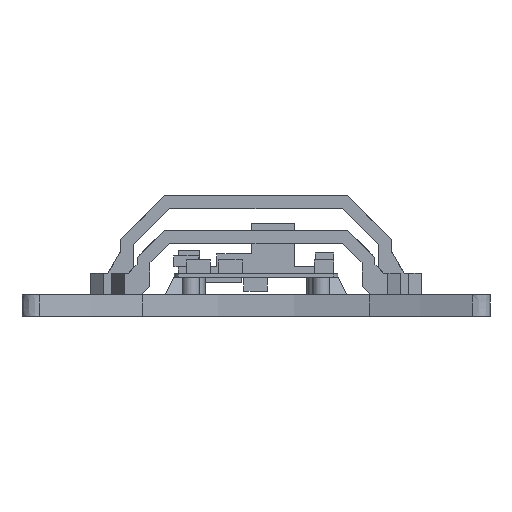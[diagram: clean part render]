
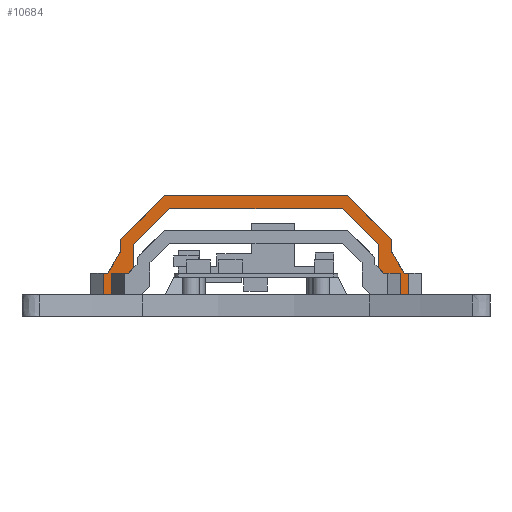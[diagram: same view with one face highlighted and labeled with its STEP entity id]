
A CAD part, front view. The second image highlights one B-rep face of the part: STEP entity #10684.
In plain terms, the highlighted face is planar.
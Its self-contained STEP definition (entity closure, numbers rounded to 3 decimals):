
#697=PLANE('',#11418);
#1212=FACE_OUTER_BOUND('',#1861,.T.);
#1861=EDGE_LOOP('',(#9721,#9722,#9723,#9724,#9725,#9726,#9727,#9728,#9729,
#9730,#9731,#9732,#9733,#9734,#9735,#9736,#9737,#9738,#9739,#9740));
#2902=LINE('',#16765,#4206);
#2906=LINE('',#16773,#4210);
#2910=LINE('',#16784,#4214);
#2912=LINE('',#16788,#4216);
#2956=LINE('',#16906,#4260);
#2965=LINE('',#16941,#4269);
#2968=LINE('',#16947,#4272);
#2970=LINE('',#16952,#4274);
#2976=LINE('',#16968,#4280);
#2977=LINE('',#16972,#4281);
#2983=LINE('',#16983,#4287);
#2994=LINE('',#17008,#4298);
#3008=LINE('',#17050,#4312);
#3038=LINE('',#17124,#4342);
#3044=LINE('',#17155,#4348);
#3046=LINE('',#17159,#4350);
#3049=LINE('',#17164,#4353);
#3050=LINE('',#17166,#4354);
#3051=LINE('',#17168,#4355);
#3055=LINE('',#17182,#4359);
#4206=VECTOR('',#13394,10.);
#4210=VECTOR('',#13400,10.);
#4214=VECTOR('',#13408,10.);
#4216=VECTOR('',#13412,10.);
#4260=VECTOR('',#13518,10.);
#4269=VECTOR('',#13561,10.);
#4272=VECTOR('',#13566,10.);
#4274=VECTOR('',#13570,10.);
#4280=VECTOR('',#13590,10.);
#4281=VECTOR('',#13593,10.);
#4287=VECTOR('',#13601,10.);
#4298=VECTOR('',#13618,10.);
#4312=VECTOR('',#13650,10.);
#4342=VECTOR('',#13726,10.);
#4348=VECTOR('',#13766,10.);
#4350=VECTOR('',#13770,10.);
#4353=VECTOR('',#13775,10.);
#4354=VECTOR('',#13778,10.);
#4355=VECTOR('',#13781,10.);
#4359=VECTOR('',#13799,10.);
#5404=VERTEX_POINT('',#16763);
#5405=VERTEX_POINT('',#16764);
#5408=VERTEX_POINT('',#16772);
#5412=VERTEX_POINT('',#16781);
#5413=VERTEX_POINT('',#16783);
#5414=VERTEX_POINT('',#16787);
#5457=VERTEX_POINT('',#16905);
#5466=VERTEX_POINT('',#16939);
#5468=VERTEX_POINT('',#16945);
#5470=VERTEX_POINT('',#16951);
#5474=VERTEX_POINT('',#16970);
#5475=VERTEX_POINT('',#16971);
#5479=VERTEX_POINT('',#16981);
#5489=VERTEX_POINT('',#17005);
#5490=VERTEX_POINT('',#17007);
#5509=VERTEX_POINT('',#17048);
#5530=VERTEX_POINT('',#17122);
#5538=VERTEX_POINT('',#17154);
#5539=VERTEX_POINT('',#17158);
#5540=VERTEX_POINT('',#17162);
#6762=EDGE_CURVE('',#5404,#5405,#2902,.T.);
#6766=EDGE_CURVE('',#5404,#5408,#2906,.T.);
#6771=EDGE_CURVE('',#5413,#5412,#2910,.T.);
#6773=EDGE_CURVE('',#5414,#5413,#2912,.T.);
#6832=EDGE_CURVE('',#5457,#5414,#2956,.T.);
#6850=EDGE_CURVE('',#5466,#5412,#2965,.T.);
#6853=EDGE_CURVE('',#5468,#5466,#2968,.T.);
#6855=EDGE_CURVE('',#5470,#5408,#2970,.T.);
#6864=EDGE_CURVE('',#5405,#5457,#2976,.T.);
#6865=EDGE_CURVE('',#5474,#5475,#2977,.T.);
#6871=EDGE_CURVE('',#5474,#5479,#2983,.T.);
#6883=EDGE_CURVE('',#5489,#5490,#2994,.T.);
#6905=EDGE_CURVE('',#5509,#5489,#3008,.T.);
#6942=EDGE_CURVE('',#5530,#5509,#3038,.T.);
#6957=EDGE_CURVE('',#5538,#5490,#3044,.T.);
#6959=EDGE_CURVE('',#5470,#5539,#3046,.T.);
#6962=EDGE_CURVE('',#5468,#5540,#3049,.T.);
#6963=EDGE_CURVE('',#5540,#5538,#3050,.T.);
#6964=EDGE_CURVE('',#5539,#5479,#3051,.T.);
#6971=EDGE_CURVE('',#5475,#5530,#3055,.T.);
#9721=ORIENTED_EDGE('',*,*,#6865,.F.);
#9722=ORIENTED_EDGE('',*,*,#6871,.T.);
#9723=ORIENTED_EDGE('',*,*,#6964,.F.);
#9724=ORIENTED_EDGE('',*,*,#6959,.F.);
#9725=ORIENTED_EDGE('',*,*,#6855,.T.);
#9726=ORIENTED_EDGE('',*,*,#6766,.F.);
#9727=ORIENTED_EDGE('',*,*,#6762,.T.);
#9728=ORIENTED_EDGE('',*,*,#6864,.T.);
#9729=ORIENTED_EDGE('',*,*,#6832,.T.);
#9730=ORIENTED_EDGE('',*,*,#6773,.T.);
#9731=ORIENTED_EDGE('',*,*,#6771,.T.);
#9732=ORIENTED_EDGE('',*,*,#6850,.F.);
#9733=ORIENTED_EDGE('',*,*,#6853,.F.);
#9734=ORIENTED_EDGE('',*,*,#6962,.T.);
#9735=ORIENTED_EDGE('',*,*,#6963,.T.);
#9736=ORIENTED_EDGE('',*,*,#6957,.T.);
#9737=ORIENTED_EDGE('',*,*,#6883,.F.);
#9738=ORIENTED_EDGE('',*,*,#6905,.F.);
#9739=ORIENTED_EDGE('',*,*,#6942,.F.);
#9740=ORIENTED_EDGE('',*,*,#6971,.F.);
#10684=ADVANCED_FACE('',(#1212),#697,.T.);
#11418=AXIS2_PLACEMENT_3D('',#17181,#13797,#13798);
#13394=DIRECTION('',(0.707,0.707,0.));
#13400=DIRECTION('',(0.,-1.,0.));
#13408=DIRECTION('',(-0.514,-0.857,0.));
#13412=DIRECTION('',(-1.,0.,0.));
#13518=DIRECTION('',(0.,-1.,0.));
#13561=DIRECTION('',(0.,1.,0.));
#13566=DIRECTION('',(0.707,0.707,0.));
#13570=DIRECTION('',(0.707,0.707,0.));
#13590=DIRECTION('',(1.,0.,0.));
#13593=DIRECTION('',(-0.707,0.707,0.));
#13601=DIRECTION('',(0.,-1.,0.));
#13618=DIRECTION('',(0.514,-0.857,0.));
#13650=DIRECTION('',(1.,0.,0.));
#13726=DIRECTION('',(0.,-1.,0.));
#13766=DIRECTION('',(0.,1.,0.));
#13770=DIRECTION('',(-1.,0.,0.));
#13775=DIRECTION('',(-1.,0.,0.));
#13778=DIRECTION('',(-0.707,0.707,0.));
#13781=DIRECTION('',(-0.707,0.707,0.));
#13797=DIRECTION('center_axis',(0.,0.,-1.));
#13798=DIRECTION('ref_axis',(1.,0.,0.));
#13799=DIRECTION('',(-1.,0.,0.));
#16763=CARTESIAN_POINT('',(28.4,-2.,-18.));
#16764=CARTESIAN_POINT('',(30.4,0.,-18.));
#16765=CARTESIAN_POINT('',(31.9,1.5,-18.));
#16772=CARTESIAN_POINT('',(28.4,-11.6,-18.));
#16773=CARTESIAN_POINT('',(28.4,0.,-18.));
#16781=CARTESIAN_POINT('',(31.4,-10.,-18.));
#16783=CARTESIAN_POINT('',(34.4,-5.,-18.));
#16784=CARTESIAN_POINT('',(35.282,-3.529,-18.));
#16787=CARTESIAN_POINT('',(35.4,-5.,-18.));
#16788=CARTESIAN_POINT('',(28.4,-5.,-18.));
#16905=CARTESIAN_POINT('',(35.4,0.,-18.));
#16906=CARTESIAN_POINT('',(35.4,0.,-18.));
#16939=CARTESIAN_POINT('',(31.4,-12.843,-18.));
#16941=CARTESIAN_POINT('',(31.4,-12.843,-18.));
#16945=CARTESIAN_POINT('',(21.243,-23.,-18.));
#16947=CARTESIAN_POINT('',(21.243,-23.,-18.));
#16951=CARTESIAN_POINT('',(20.,-20.,-18.));
#16952=CARTESIAN_POINT('',(20.,-20.,-18.));
#16968=CARTESIAN_POINT('',(28.4,0.,-18.));
#16970=CARTESIAN_POINT('',(-28.4,-2.,-18.));
#16971=CARTESIAN_POINT('',(-30.4,0.,-18.));
#16972=CARTESIAN_POINT('',(-31.9,1.5,-18.));
#16981=CARTESIAN_POINT('',(-28.4,-11.6,-18.));
#16983=CARTESIAN_POINT('',(-28.4,0.,-18.));
#17005=CARTESIAN_POINT('',(-34.4,-5.,-18.));
#17007=CARTESIAN_POINT('',(-31.4,-10.,-18.));
#17008=CARTESIAN_POINT('',(-35.282,-3.529,-18.));
#17048=CARTESIAN_POINT('',(-35.4,-5.,-18.));
#17050=CARTESIAN_POINT('',(-28.4,-5.,-18.));
#17122=CARTESIAN_POINT('',(-35.4,0.,-18.));
#17124=CARTESIAN_POINT('',(-35.4,0.,-18.));
#17154=CARTESIAN_POINT('',(-31.4,-12.843,-18.));
#17155=CARTESIAN_POINT('',(-31.4,-12.843,-18.));
#17158=CARTESIAN_POINT('',(-20.,-20.,-18.));
#17159=CARTESIAN_POINT('',(0.,-20.,-18.));
#17162=CARTESIAN_POINT('',(-21.243,-23.,-18.));
#17164=CARTESIAN_POINT('',(0.,-23.,-18.));
#17166=CARTESIAN_POINT('',(-21.243,-23.,-18.));
#17168=CARTESIAN_POINT('',(-20.,-20.,-18.));
#17181=CARTESIAN_POINT('Origin',(-38.4,0.,-18.));
#17182=CARTESIAN_POINT('',(-28.4,0.,-18.));
